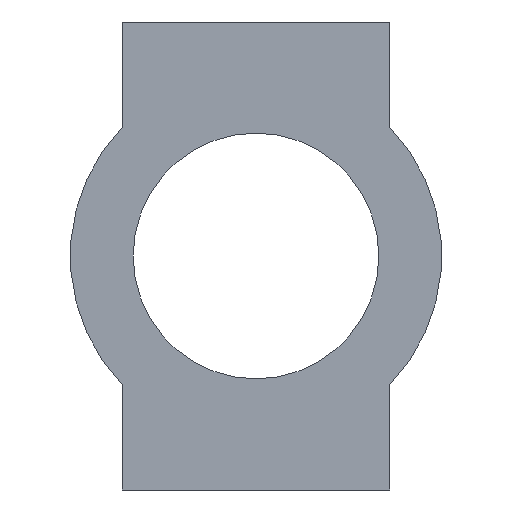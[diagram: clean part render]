
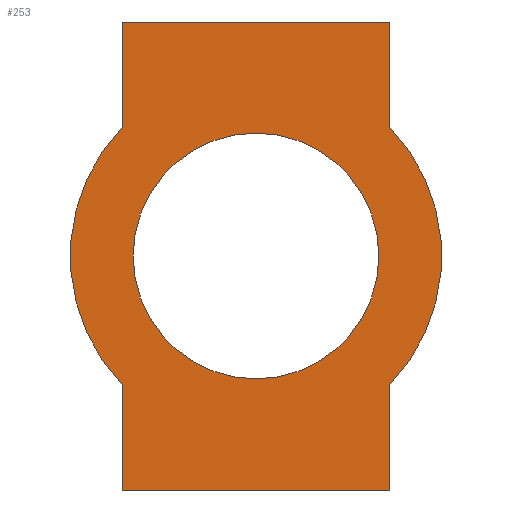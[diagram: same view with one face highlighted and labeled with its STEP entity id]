
A CAD part, left-side view. The second image highlights one B-rep face of the part: STEP entity #253.
In plain terms, the highlighted planar face has unit normal (-1, 0, 0).
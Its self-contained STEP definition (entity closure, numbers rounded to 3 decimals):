
#1 = EDGE_CURVE ( 'NONE', #737, #173, #479, .T. ) ;
#3 = CARTESIAN_POINT ( 'NONE',  ( -5.461, 2.286, 2.203 ) ) ;
#6 = DIRECTION ( 'NONE',  ( 0., 0., 1. ) ) ;
#12 = CARTESIAN_POINT ( 'NONE',  ( -5.461, -2.286, -4. ) ) ;
#17 = EDGE_CURVE ( 'NONE', #738, #662, #480, .T. ) ;
#26 = CARTESIAN_POINT ( 'NONE',  ( -5.461, 2.286, -4. ) ) ;
#31 = CARTESIAN_POINT ( 'NONE',  ( -5.461, 2.286, -4. ) ) ;
#37 = CARTESIAN_POINT ( 'NONE',  ( -5.461, -2.286, -4. ) ) ;
#51 = DIRECTION ( 'NONE',  ( 1., 0., 0. ) ) ;
#52 = DIRECTION ( 'NONE',  ( 0., 0., -1. ) ) ;
#53 = CARTESIAN_POINT ( 'NONE',  ( -5.461, 0., 0. ) ) ;
#60 = CARTESIAN_POINT ( 'NONE',  ( -5.461, -2.286, 2.203 ) ) ;
#75 = DIRECTION ( 'NONE',  ( 0., 0., -1. ) ) ;
#117 = CARTESIAN_POINT ( 'NONE',  ( -5.461, 2.286, 4. ) ) ;
#118 = DIRECTION ( 'NONE',  ( 1., 0., 0. ) ) ;
#125 = CARTESIAN_POINT ( 'NONE',  ( -5.461, 0., -2.1 ) ) ;
#126 = CARTESIAN_POINT ( 'NONE',  ( -5.461, 2.286, -2.203 ) ) ;
#143 = DIRECTION ( 'NONE',  ( 0., -1., 0. ) ) ;
#160 = LINE ( 'NONE', #31, #227 ) ;
#172 = DIRECTION ( 'NONE',  ( 0., 0., 1. ) ) ;
#173 = VERTEX_POINT ( 'NONE', #325 ) ;
#175 = DIRECTION ( 'NONE',  ( 1., 0., 0. ) ) ;
#177 = CARTESIAN_POINT ( 'NONE',  ( -5.461, 2.286, -4. ) ) ;
#178 = PLANE ( 'NONE',  #511 ) ;
#180 = DIRECTION ( 'NONE',  ( 0., 0., -1. ) ) ;
#212 = DIRECTION ( 'NONE',  ( 1., 0., 0. ) ) ;
#214 = DIRECTION ( 'NONE',  ( 0., 0., -1. ) ) ;
#219 = CARTESIAN_POINT ( 'NONE',  ( -5.461, 0., 0. ) ) ;
#220 = VECTOR ( 'NONE', #172, 1000. ) ;
#221 = LINE ( 'NONE', #12, #220 ) ;
#223 = VECTOR ( 'NONE', #143, 1000. ) ;
#226 = LINE ( 'NONE', #117, #223 ) ;
#227 = VECTOR ( 'NONE', #331, 1000. ) ;
#234 = CIRCLE ( 'NONE', #409, 3.175 ) ;
#235 = EDGE_CURVE ( 'NONE', #720, #667, #415, .T. ) ;
#253 = ADVANCED_FACE ( 'NONE', ( #403, #398 ), #178, .F. ) ;
#268 = VECTOR ( 'NONE', #6, 1000. ) ;
#272 = LINE ( 'NONE', #37, #268 ) ;
#290 = CIRCLE ( 'NONE', #416, 2.1 ) ;
#305 = CARTESIAN_POINT ( 'NONE',  ( -5.461, 0., 0. ) ) ;
#306 = CARTESIAN_POINT ( 'NONE',  ( -5.461, -2.286, -4. ) ) ;
#307 = VERTEX_POINT ( 'NONE', #126 ) ;
#325 = CARTESIAN_POINT ( 'NONE',  ( -5.461, 2.286, 4. ) ) ;
#331 = DIRECTION ( 'NONE',  ( 0., 0., 1. ) ) ;
#349 = EDGE_CURVE ( 'NONE', #307, #737, #368, .T. ) ;
#350 = CARTESIAN_POINT ( 'NONE',  ( -5.461, 0., 0. ) ) ;
#368 = CIRCLE ( 'NONE', #442, 3.175 ) ;
#398 = FACE_BOUND ( 'NONE', #648, .T. ) ;
#402 = DIRECTION ( 'NONE',  ( 1., 0., 0. ) ) ;
#403 = FACE_OUTER_BOUND ( 'NONE', #644, .T. ) ;
#409 = AXIS2_PLACEMENT_3D ( 'NONE', #305, #118, #75 ) ;
#415 = CIRCLE ( 'NONE', #563, 2.1 ) ;
#416 = AXIS2_PLACEMENT_3D ( 'NONE', #53, #51, #52 ) ;
#442 = AXIS2_PLACEMENT_3D ( 'NONE', #350, #402, #714 ) ;
#465 = CARTESIAN_POINT ( 'NONE',  ( -5.461, 0., 2.1 ) ) ;
#469 = VECTOR ( 'NONE', #638, 1000. ) ;
#477 = VECTOR ( 'NONE', #599, 1000. ) ;
#479 = LINE ( 'NONE', #604, #477 ) ;
#480 = LINE ( 'NONE', #620, #469 ) ;
#511 = AXIS2_PLACEMENT_3D ( 'NONE', #177, #175, #180 ) ;
#514 = ORIENTED_EDGE ( 'NONE', *, *, #600, .T. ) ;
#515 = ORIENTED_EDGE ( 'NONE', *, *, #634, .F. ) ;
#517 = ORIENTED_EDGE ( 'NONE', *, *, #708, .T. ) ;
#518 = ORIENTED_EDGE ( 'NONE', *, *, #711, .F. ) ;
#519 = ORIENTED_EDGE ( 'NONE', *, *, #1, .F. ) ;
#520 = ORIENTED_EDGE ( 'NONE', *, *, #349, .F. ) ;
#522 = ORIENTED_EDGE ( 'NONE', *, *, #628, .F. ) ;
#523 = ORIENTED_EDGE ( 'NONE', *, *, #17, .T. ) ;
#525 = ORIENTED_EDGE ( 'NONE', *, *, #567, .T. ) ;
#526 = ORIENTED_EDGE ( 'NONE', *, *, #235, .T. ) ;
#537 = CARTESIAN_POINT ( 'NONE',  ( -5.461, -2.286, -2.203 ) ) ;
#563 = AXIS2_PLACEMENT_3D ( 'NONE', #219, #212, #214 ) ;
#567 = EDGE_CURVE ( 'NONE', #667, #720, #290, .T. ) ;
#599 = DIRECTION ( 'NONE',  ( 0., 0., 1. ) ) ;
#600 = EDGE_CURVE ( 'NONE', #662, #687, #272, .T. ) ;
#604 = CARTESIAN_POINT ( 'NONE',  ( -5.461, 2.286, -4. ) ) ;
#614 = CARTESIAN_POINT ( 'NONE',  ( -5.461, -2.286, 4. ) ) ;
#620 = CARTESIAN_POINT ( 'NONE',  ( -5.461, 2.286, -4. ) ) ;
#628 = EDGE_CURVE ( 'NONE', #738, #307, #160, .T. ) ;
#634 = EDGE_CURVE ( 'NONE', #726, #687, #234, .T. ) ;
#638 = DIRECTION ( 'NONE',  ( 0., -1., 0. ) ) ;
#644 = EDGE_LOOP ( 'NONE', ( #514, #515, #517, #518, #519, #520, #522, #523 ) ) ;
#648 = EDGE_LOOP ( 'NONE', ( #525, #526 ) ) ;
#662 = VERTEX_POINT ( 'NONE', #306 ) ;
#667 = VERTEX_POINT ( 'NONE', #465 ) ;
#687 = VERTEX_POINT ( 'NONE', #537 ) ;
#704 = VERTEX_POINT ( 'NONE', #614 ) ;
#708 = EDGE_CURVE ( 'NONE', #726, #704, #221, .T. ) ;
#711 = EDGE_CURVE ( 'NONE', #173, #704, #226, .T. ) ;
#714 = DIRECTION ( 'NONE',  ( 0., 0., -1. ) ) ;
#720 = VERTEX_POINT ( 'NONE', #125 ) ;
#726 = VERTEX_POINT ( 'NONE', #60 ) ;
#737 = VERTEX_POINT ( 'NONE', #3 ) ;
#738 = VERTEX_POINT ( 'NONE', #26 ) ;
